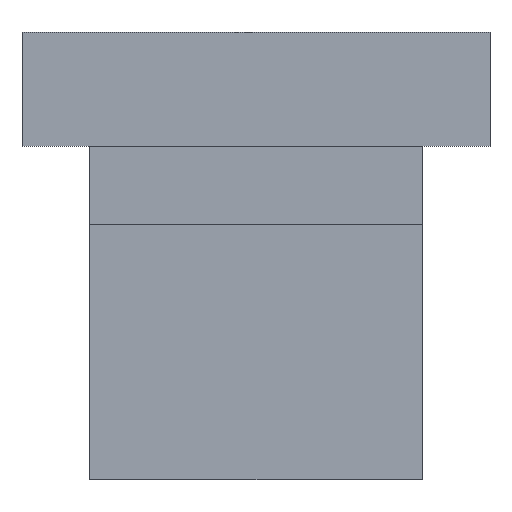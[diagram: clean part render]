
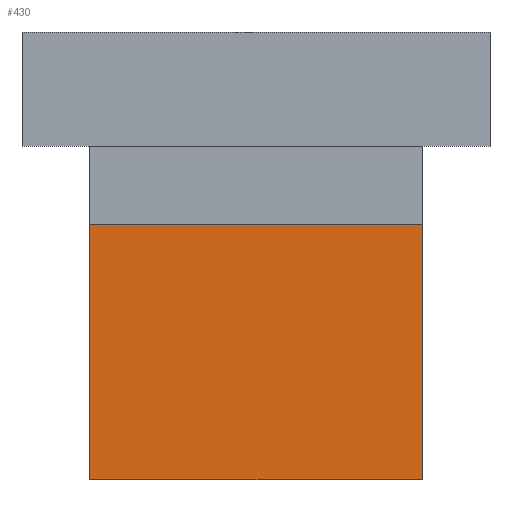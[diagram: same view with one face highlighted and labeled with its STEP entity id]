
A CAD part, front view. The second image highlights one B-rep face of the part: STEP entity #430.
In plain terms, the highlighted planar face has unit normal (0, -1, 0).
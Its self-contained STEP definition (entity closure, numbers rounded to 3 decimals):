
#403=AXIS2_PLACEMENT_3D('Plane Axis2P3D',#400,#401,#402) ;
#282=CARTESIAN_POINT('Line Origine',(1.638,3.785,1.785)) ;
#286=CARTESIAN_POINT('Vertex',(0.475,3.785,1.785)) ;
#288=CARTESIAN_POINT('Vertex',(2.8,3.785,1.785)) ;
#400=CARTESIAN_POINT('Axis2P3D Location',(1.638,3.785,1.785)) ;
#405=CARTESIAN_POINT('Line Origine',(2.8,3.785,0.893)) ;
#409=CARTESIAN_POINT('Vertex',(2.8,3.785,0.)) ;
#412=CARTESIAN_POINT('Line Origine',(0.475,3.785,0.893)) ;
#416=CARTESIAN_POINT('Vertex',(0.475,3.785,0.)) ;
#419=CARTESIAN_POINT('Line Origine',(1.638,3.785,0.)) ;
#283=DIRECTION('Vector Direction',(1.,0.,0.)) ;
#401=DIRECTION('Axis2P3D Direction',(0.,-1.,0.)) ;
#402=DIRECTION('Axis2P3D XDirection',(0.,0.,-1.)) ;
#406=DIRECTION('Vector Direction',(0.,0.,-1.)) ;
#413=DIRECTION('Vector Direction',(0.,0.,-1.)) ;
#420=DIRECTION('Vector Direction',(1.,0.,0.)) ;
#284=VECTOR('Line Direction',#283,1.) ;
#407=VECTOR('Line Direction',#406,1.) ;
#414=VECTOR('Line Direction',#413,1.) ;
#421=VECTOR('Line Direction',#420,1.) ;
#425=ORIENTED_EDGE('',*,*,#411,.T.) ;
#426=ORIENTED_EDGE('',*,*,#290,.F.) ;
#427=ORIENTED_EDGE('',*,*,#418,.F.) ;
#428=ORIENTED_EDGE('',*,*,#423,.T.) ;
#430=ADVANCED_FACE('S3D',(#429),#404,.T.) ;
#290=EDGE_CURVE('',#287,#289,#285,.T.) ;
#411=EDGE_CURVE('',#410,#289,#408,.F.) ;
#418=EDGE_CURVE('',#417,#287,#415,.F.) ;
#423=EDGE_CURVE('',#417,#410,#422,.T.) ;
#424=EDGE_LOOP('',(#425,#426,#427,#428)) ;
#429=FACE_OUTER_BOUND('',#424,.T.) ;
#285=LINE('Line',#282,#284) ;
#408=LINE('Line',#405,#407) ;
#415=LINE('Line',#412,#414) ;
#422=LINE('Line',#419,#421) ;
#404=PLANE('',#403) ;
#287=VERTEX_POINT('',#286) ;
#289=VERTEX_POINT('',#288) ;
#410=VERTEX_POINT('',#409) ;
#417=VERTEX_POINT('',#416) ;
